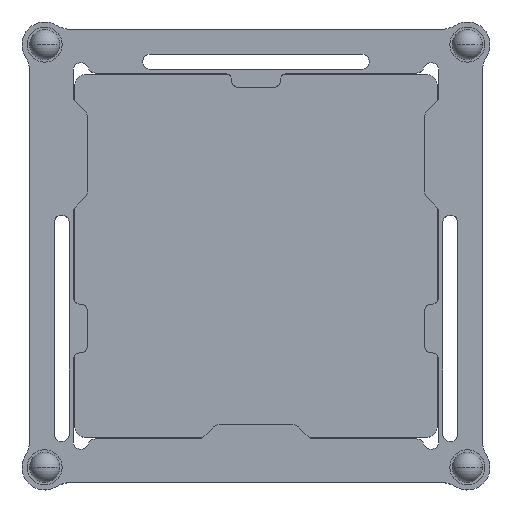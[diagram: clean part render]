
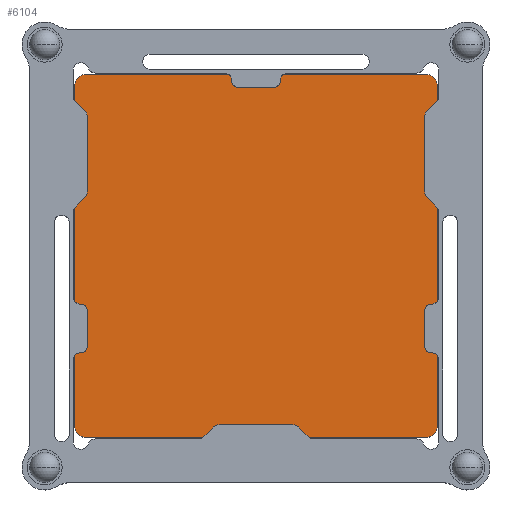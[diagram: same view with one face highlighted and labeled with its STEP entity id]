
A CAD part, top view. The second image highlights one B-rep face of the part: STEP entity #6104.
In plain terms, the highlighted planar face has unit normal (0, 0, 1).
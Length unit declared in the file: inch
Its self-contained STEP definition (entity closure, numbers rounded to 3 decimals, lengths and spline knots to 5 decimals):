
#445 = DIRECTION ( 'NONE',  ( 0., -1., 0. ) ) ;
#751 = VECTOR ( 'NONE', #7941, 39.37008 ) ;
#900 = PLANE ( 'NONE',  #5113 ) ;
#938 = CARTESIAN_POINT ( 'NONE',  ( 1.42126, -1.42126, 0.25 ) ) ;
#959 = ORIENTED_EDGE ( 'NONE', *, *, #8087, .F. ) ;
#986 = DIRECTION ( 'NONE',  ( -1., 0., 0. ) ) ;
#1105 = LINE ( 'NONE', #5801, #2932 ) ;
#1208 = CARTESIAN_POINT ( 'NONE',  ( -1.42126, 1.5, 0.25 ) ) ;
#1404 = EDGE_CURVE ( 'NONE', #3973, #8238, #8385, .T. ) ;
#1470 = DIRECTION ( 'NONE',  ( 0., 0., 1. ) ) ;
#1494 = DIRECTION ( 'NONE',  ( 0., 0., 1. ) ) ;
#1555 = CARTESIAN_POINT ( 'NONE',  ( -1.5, -1.42126, 0.25 ) ) ;
#1658 = DIRECTION ( 'NONE',  ( 1., 0., 0. ) ) ;
#1844 = EDGE_CURVE ( 'NONE', #6405, #7182, #3902, .T. ) ;
#1848 = DIRECTION ( 'NONE',  ( 0., 0., 1. ) ) ;
#1970 = AXIS2_PLACEMENT_3D ( 'NONE', #7879, #1848, #3201 ) ;
#2073 = ORIENTED_EDGE ( 'NONE', *, *, #5145, .T. ) ;
#2193 = DIRECTION ( 'NONE',  ( 1., 0., 0. ) ) ;
#2313 = DIRECTION ( 'NONE',  ( 0., 0., 1. ) ) ;
#2407 = ORIENTED_EDGE ( 'NONE', *, *, #1404, .T. ) ;
#2416 = VERTEX_POINT ( 'NONE', #7942 ) ;
#2463 = DIRECTION ( 'NONE',  ( 1., 0., 0. ) ) ;
#2557 = LINE ( 'NONE', #5273, #751 ) ;
#2594 = EDGE_CURVE ( 'NONE', #5619, #2416, #1105, .T. ) ;
#2677 = CIRCLE ( 'NONE', #7616, 0.07874 ) ;
#2766 = ORIENTED_EDGE ( 'NONE', *, *, #5577, .F. ) ;
#2932 = VECTOR ( 'NONE', #6584, 39.37008 ) ;
#3201 = DIRECTION ( 'NONE',  ( 1., 0., 0. ) ) ;
#3445 = VERTEX_POINT ( 'NONE', #6135 ) ;
#3561 = EDGE_CURVE ( 'NONE', #6405, #2416, #3644, .T. ) ;
#3644 = CIRCLE ( 'NONE', #1970, 0.07874 ) ;
#3902 = LINE ( 'NONE', #5341, #6850 ) ;
#3970 = CARTESIAN_POINT ( 'NONE',  ( 1.42126, -1.5, 0.25 ) ) ;
#3973 = VERTEX_POINT ( 'NONE', #1555 ) ;
#4115 = CIRCLE ( 'NONE', #4259, 0.07874 ) ;
#4161 = ORIENTED_EDGE ( 'NONE', *, *, #5684, .T. ) ;
#4259 = AXIS2_PLACEMENT_3D ( 'NONE', #938, #2313, #1658 ) ;
#4324 = AXIS2_PLACEMENT_3D ( 'NONE', #8169, #1470, #4872 ) ;
#4393 = ORIENTED_EDGE ( 'NONE', *, *, #3561, .T. ) ;
#4872 = DIRECTION ( 'NONE',  ( 1., 0., 0. ) ) ;
#4907 = ORIENTED_EDGE ( 'NONE', *, *, #2594, .F. ) ;
#4948 = ORIENTED_EDGE ( 'NONE', *, *, #1844, .F. ) ;
#5113 = AXIS2_PLACEMENT_3D ( 'NONE', #6090, #1494, #2193 ) ;
#5145 = EDGE_CURVE ( 'NONE', #5619, #3445, #2677, .T. ) ;
#5273 = CARTESIAN_POINT ( 'NONE',  ( -1.5, -1.5, 0.25 ) ) ;
#5341 = CARTESIAN_POINT ( 'NONE',  ( 1.5, -1.5, 0.25 ) ) ;
#5369 = CARTESIAN_POINT ( 'NONE',  ( -1.42126, -1.5, 0.25 ) ) ;
#5577 = EDGE_CURVE ( 'NONE', #3973, #3445, #2557, .T. ) ;
#5619 = VERTEX_POINT ( 'NONE', #1208 ) ;
#5684 = EDGE_CURVE ( 'NONE', #8334, #7182, #4115, .T. ) ;
#5801 = CARTESIAN_POINT ( 'NONE',  ( 1.5, 1.5, 0.25 ) ) ;
#6090 = CARTESIAN_POINT ( 'NONE',  ( 0., 0., 0.25 ) ) ;
#6104 = ADVANCED_FACE ( 'NONE', ( #8277 ), #900, .T. ) ;
#6135 = CARTESIAN_POINT ( 'NONE',  ( -1.5, 1.42126, 0.25 ) ) ;
#6330 = LINE ( 'NONE', #6460, #7747 ) ;
#6405 = VERTEX_POINT ( 'NONE', #6895 ) ;
#6460 = CARTESIAN_POINT ( 'NONE',  ( 1.5, -1.5, 0.25 ) ) ;
#6584 = DIRECTION ( 'NONE',  ( 1., 0., 0. ) ) ;
#6850 = VECTOR ( 'NONE', #445, 39.37008 ) ;
#6895 = CARTESIAN_POINT ( 'NONE',  ( 1.5, 1.42126, 0.25 ) ) ;
#7156 = CARTESIAN_POINT ( 'NONE',  ( 1.5, -1.42126, 0.25 ) ) ;
#7182 = VERTEX_POINT ( 'NONE', #7156 ) ;
#7616 = AXIS2_PLACEMENT_3D ( 'NONE', #8466, #8415, #2463 ) ;
#7747 = VECTOR ( 'NONE', #986, 39.37008 ) ;
#7879 = CARTESIAN_POINT ( 'NONE',  ( 1.42126, 1.42126, 0.25 ) ) ;
#7941 = DIRECTION ( 'NONE',  ( 0., 1., 0. ) ) ;
#7942 = CARTESIAN_POINT ( 'NONE',  ( 1.42126, 1.5, 0.25 ) ) ;
#7966 = EDGE_LOOP ( 'NONE', ( #2766, #2407, #959, #4161, #4948, #4393, #4907, #2073 ) ) ;
#8087 = EDGE_CURVE ( 'NONE', #8334, #8238, #6330, .T. ) ;
#8169 = CARTESIAN_POINT ( 'NONE',  ( -1.42126, -1.42126, 0.25 ) ) ;
#8238 = VERTEX_POINT ( 'NONE', #5369 ) ;
#8277 = FACE_OUTER_BOUND ( 'NONE', #7966, .T. ) ;
#8334 = VERTEX_POINT ( 'NONE', #3970 ) ;
#8385 = CIRCLE ( 'NONE', #4324, 0.07874 ) ;
#8415 = DIRECTION ( 'NONE',  ( 0., 0., 1. ) ) ;
#8466 = CARTESIAN_POINT ( 'NONE',  ( -1.42126, 1.42126, 0.25 ) ) ;
